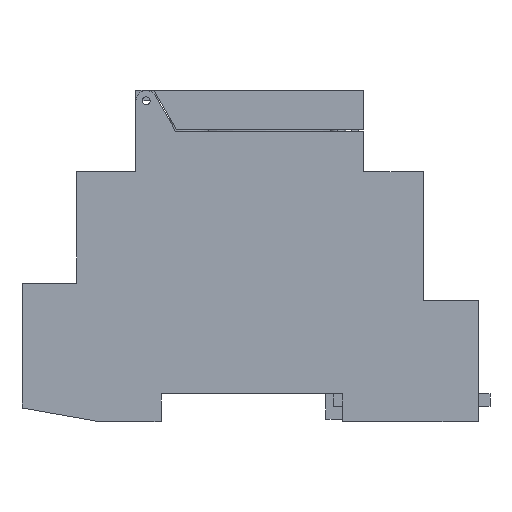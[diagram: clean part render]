
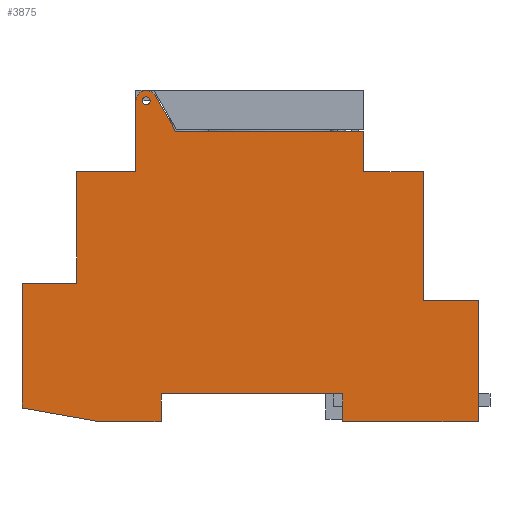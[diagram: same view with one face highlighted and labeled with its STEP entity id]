
A CAD part, left-side view. The second image highlights one B-rep face of the part: STEP entity #3875.
In plain terms, the highlighted planar face has unit normal (-1, 0, 0).
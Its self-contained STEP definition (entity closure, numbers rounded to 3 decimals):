
#590=CARTESIAN_POINT('',(0.,65.729,63.5));
#591=DIRECTION('',(1.,0.,0.));
#592=DIRECTION('',(0.,0.,1.));
#593=AXIS2_PLACEMENT_3D('',#590,#591,#592);
#595=CARTESIAN_POINT('',(0.,65.729,63.5));
#596=DIRECTION('',(1.,0.,0.));
#597=DIRECTION('',(0.,0.,-1.));
#598=AXIS2_PLACEMENT_3D('',#595,#596,#597);
#600=DIRECTION('',(0.,1.,0.));
#601=VECTOR('',#600,10.903);
#602=CARTESIAN_POINT('',(0.,0.,23.901));
#603=LINE('',#602,#601);
#604=DIRECTION('',(0.,0.,1.));
#605=VECTOR('',#604,23.901);
#606=CARTESIAN_POINT('',(0.,0.,0.));
#607=LINE('',#606,#605);
#608=DIRECTION('',(0.,-1.,0.));
#609=VECTOR('',#608,26.859);
#610=CARTESIAN_POINT('',(0.,26.859,0.));
#611=LINE('',#610,#609);
#612=DIRECTION('',(0.,0.,-1.));
#613=VECTOR('',#612,5.485);
#614=CARTESIAN_POINT('',(0.,26.859,5.485));
#615=LINE('',#614,#613);
#616=DIRECTION('',(0.,-1.,0.));
#617=VECTOR('',#616,35.922);
#618=CARTESIAN_POINT('',(0.,62.781,5.485));
#619=LINE('',#618,#617);
#620=DIRECTION('',(0.,0.,1.));
#621=VECTOR('',#620,5.485);
#622=CARTESIAN_POINT('',(0.,62.781,0.));
#623=LINE('',#622,#621);
#624=DIRECTION('',(0.,-1.,0.));
#625=VECTOR('',#624,12.426);
#626=CARTESIAN_POINT('',(0.,75.207,0.));
#627=LINE('',#626,#625);
#628=DIRECTION('',(0.,-0.985,-0.174));
#629=VECTOR('',#628,15.345);
#630=CARTESIAN_POINT('',(0.,90.317,2.674));
#631=LINE('',#630,#629);
#632=DIRECTION('',(0.,0.,-1.));
#633=VECTOR('',#632,24.727);
#634=CARTESIAN_POINT('',(0.,90.317,27.401));
#635=LINE('',#634,#633);
#636=DIRECTION('',(0.,1.,0.));
#637=VECTOR('',#636,10.831);
#638=CARTESIAN_POINT('',(0.,79.487,27.401));
#639=LINE('',#638,#637);
#640=DIRECTION('',(0.,0.,-1.));
#641=VECTOR('',#640,22.098);
#642=CARTESIAN_POINT('',(0.,79.487,49.5));
#643=LINE('',#642,#641);
#644=DIRECTION('',(0.,1.,0.));
#645=VECTOR('',#644,11.72);
#646=CARTESIAN_POINT('',(0.,67.767,49.5));
#647=LINE('',#646,#645);
#648=DIRECTION('',(0.,0.,-1.));
#649=VECTOR('',#648,14.);
#650=CARTESIAN_POINT('',(0.,67.767,63.5));
#651=LINE('',#650,#649);
#652=CARTESIAN_POINT('',(0.,65.729,63.5));
#653=DIRECTION('',(-1.,0.,0.));
#654=DIRECTION('',(0.,-0.866,0.5));
#655=AXIS2_PLACEMENT_3D('',#652,#653,#654);
#657=DIRECTION('',(0.,0.5,0.866));
#658=VECTOR('',#657,8.092);
#659=CARTESIAN_POINT('',(0.,59.921,57.509));
#660=LINE('',#659,#658);
#661=DIRECTION('',(0.,1.,0.));
#662=VECTOR('',#661,37.299);
#663=CARTESIAN_POINT('',(0.,22.623,57.509));
#664=LINE('',#663,#662);
#665=DIRECTION('',(0.,0.,1.));
#666=VECTOR('',#665,8.009);
#667=CARTESIAN_POINT('',(0.,22.623,49.5));
#668=LINE('',#667,#666);
#669=DIRECTION('',(0.,1.,0.));
#670=VECTOR('',#669,11.72);
#671=CARTESIAN_POINT('',(0.,10.903,49.5));
#672=LINE('',#671,#670);
#673=DIRECTION('',(0.,0.,1.));
#674=VECTOR('',#673,25.598);
#675=CARTESIAN_POINT('',(0.,10.903,23.901));
#676=LINE('',#675,#674);
#2346=CARTESIAN_POINT('',(0.,26.859,0.));
#2347=CARTESIAN_POINT('',(0.,0.,0.));
#2348=VERTEX_POINT('',#2346);
#2349=VERTEX_POINT('',#2347);
#2350=CARTESIAN_POINT('',(0.,0.,23.901));
#2351=VERTEX_POINT('',#2350);
#2358=CARTESIAN_POINT('',(0.,10.903,23.901));
#2359=VERTEX_POINT('',#2358);
#2360=CARTESIAN_POINT('',(0.,10.903,49.5));
#2361=VERTEX_POINT('',#2360);
#2362=CARTESIAN_POINT('',(0.,22.623,49.5));
#2363=VERTEX_POINT('',#2362);
#2364=CARTESIAN_POINT('',(0.,22.623,57.509));
#2365=VERTEX_POINT('',#2364);
#2366=CARTESIAN_POINT('',(0.,59.921,57.509));
#2367=VERTEX_POINT('',#2366);
#2368=CARTESIAN_POINT('',(0.,63.964,64.518));
#2369=VERTEX_POINT('',#2368);
#2370=CARTESIAN_POINT('',(0.,67.767,63.5));
#2371=VERTEX_POINT('',#2370);
#2372=CARTESIAN_POINT('',(0.,67.767,49.5));
#2373=VERTEX_POINT('',#2372);
#2374=CARTESIAN_POINT('',(0.,79.487,49.5));
#2375=VERTEX_POINT('',#2374);
#2376=CARTESIAN_POINT('',(0.,79.487,27.401));
#2377=VERTEX_POINT('',#2376);
#2378=CARTESIAN_POINT('',(0.,90.317,27.401));
#2379=VERTEX_POINT('',#2378);
#2380=CARTESIAN_POINT('',(0.,90.317,2.674));
#2381=VERTEX_POINT('',#2380);
#2382=CARTESIAN_POINT('',(0.,75.207,0.));
#2383=VERTEX_POINT('',#2382);
#2384=CARTESIAN_POINT('',(0.,62.781,0.));
#2385=VERTEX_POINT('',#2384);
#2386=CARTESIAN_POINT('',(0.,62.781,5.485));
#2387=VERTEX_POINT('',#2386);
#2388=CARTESIAN_POINT('',(0.,26.859,5.485));
#2389=VERTEX_POINT('',#2388);
#2422=CARTESIAN_POINT('',(0.,65.729,64.287));
#2423=CARTESIAN_POINT('',(0.,65.729,62.712));
#2424=VERTEX_POINT('',#2422);
#2425=VERTEX_POINT('',#2423);
#3828=CARTESIAN_POINT('',(0.,0.,0.));
#3829=DIRECTION('',(-1.,0.,0.));
#3830=DIRECTION('',(0.,0.,1.));
#3831=AXIS2_PLACEMENT_3D('',#3828,#3829,#3830);
#3832=PLANE('',#3831);
#3834=ORIENTED_EDGE('',*,*,#3833,.F.);
#3835=ORIENTED_EDGE('',*,*,#3445,.F.);
#3836=ORIENTED_EDGE('',*,*,#3610,.F.);
#3837=ORIENTED_EDGE('',*,*,#3803,.F.);
#3838=ORIENTED_EDGE('',*,*,#3171,.F.);
#3840=ORIENTED_EDGE('',*,*,#3839,.F.);
#3842=ORIENTED_EDGE('',*,*,#3841,.F.);
#3844=ORIENTED_EDGE('',*,*,#3843,.F.);
#3846=ORIENTED_EDGE('',*,*,#3845,.F.);
#3848=ORIENTED_EDGE('',*,*,#3847,.F.);
#3850=ORIENTED_EDGE('',*,*,#3849,.F.);
#3852=ORIENTED_EDGE('',*,*,#3851,.F.);
#3854=ORIENTED_EDGE('',*,*,#3853,.F.);
#3856=ORIENTED_EDGE('',*,*,#3855,.F.);
#3858=ORIENTED_EDGE('',*,*,#3857,.F.);
#3860=ORIENTED_EDGE('',*,*,#3859,.F.);
#3862=ORIENTED_EDGE('',*,*,#3861,.F.);
#3864=ORIENTED_EDGE('',*,*,#3863,.F.);
#3866=ORIENTED_EDGE('',*,*,#3865,.F.);
#3867=EDGE_LOOP('',(#3834,#3835,#3836,#3837,#3838,#3840,#3842,#3844,#3846,#3848,
#3850,#3852,#3854,#3856,#3858,#3860,#3862,#3864,#3866));
#3868=FACE_OUTER_BOUND('',#3867,.F.);
#3870=ORIENTED_EDGE('',*,*,#3869,.F.);
#3872=ORIENTED_EDGE('',*,*,#3871,.F.);
#3873=EDGE_LOOP('',(#3870,#3872));
#3874=FACE_BOUND('',#3873,.F.);
#594=CIRCLE('',#593,0.788);
#599=CIRCLE('',#598,0.788);
#656=CIRCLE('',#655,2.038);
#3171=EDGE_CURVE('',#2387,#2389,#619,.T.);
#3445=EDGE_CURVE('',#2349,#2351,#607,.T.);
#3610=EDGE_CURVE('',#2348,#2349,#611,.T.);
#3803=EDGE_CURVE('',#2389,#2348,#615,.T.);
#3833=EDGE_CURVE('',#2351,#2359,#603,.T.);
#3839=EDGE_CURVE('',#2385,#2387,#623,.T.);
#3841=EDGE_CURVE('',#2383,#2385,#627,.T.);
#3843=EDGE_CURVE('',#2381,#2383,#631,.T.);
#3845=EDGE_CURVE('',#2379,#2381,#635,.T.);
#3847=EDGE_CURVE('',#2377,#2379,#639,.T.);
#3849=EDGE_CURVE('',#2375,#2377,#643,.T.);
#3851=EDGE_CURVE('',#2373,#2375,#647,.T.);
#3853=EDGE_CURVE('',#2371,#2373,#651,.T.);
#3855=EDGE_CURVE('',#2369,#2371,#656,.T.);
#3857=EDGE_CURVE('',#2367,#2369,#660,.T.);
#3859=EDGE_CURVE('',#2365,#2367,#664,.T.);
#3861=EDGE_CURVE('',#2363,#2365,#668,.T.);
#3863=EDGE_CURVE('',#2361,#2363,#672,.T.);
#3865=EDGE_CURVE('',#2359,#2361,#676,.T.);
#3869=EDGE_CURVE('',#2424,#2425,#594,.T.);
#3871=EDGE_CURVE('',#2425,#2424,#599,.T.);
#3875=ADVANCED_FACE('',(#3868,#3874),#3832,.T.);
